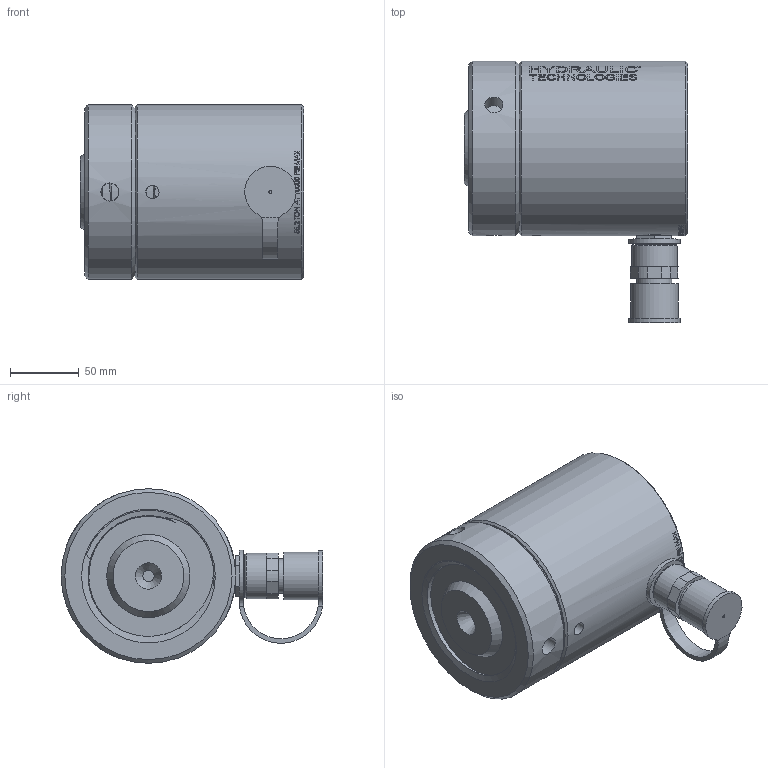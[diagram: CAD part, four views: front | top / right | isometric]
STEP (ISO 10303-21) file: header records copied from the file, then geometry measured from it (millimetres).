
FILE_DESCRIPTION (( 'STEP AP203' ), '1' );
FILE_NAME ('DER17093146 R552L.STEP', '2024-10-29T10:48:53', ( '' ), ( '' ), 'SwSTEP 2.0', 'SolidWorks 2022', '' );
FILE_SCHEMA (( 'CONFIG_CONTROL_DESIGN' ));
Length unit declared in the file: millimetre
Products named in the file (1): DER17093146 R552L
Bounding box: 162.31 x 190.37 x 127 mm (x, y, z)
Surface area: 136102.7 mm2 (no closed solid volume)
Topology: 0 solids, 7 shells, 122 faces, 618 edges, 564 vertices
Faces by surface type: cylinder 82, plane 28, cone 8, bspline 4
Full cylindrical faces by diameter (mm): 2.159 x1, 8.128 x1, 9.576 x1, 13.221 x3, 25.4 x1, 33.147 x1, 34.544 x1, 127 x2
Entity records: 16502 total; most frequent: CARTESIAN_POINT 11660, ORIENTED_EDGE 1149, DIRECTION 745, EDGE_CURVE 596, VERTEX_POINT 561, AXIS2_PLACEMENT_3D 296, B_SPLINE_CURVE_WITH_KNOTS 259, EDGE_LOOP 213
